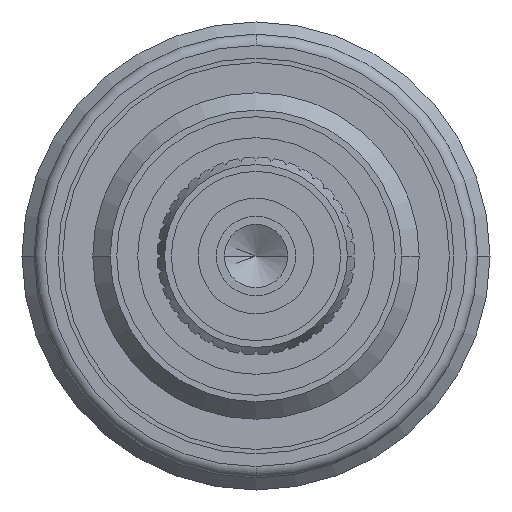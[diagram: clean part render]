
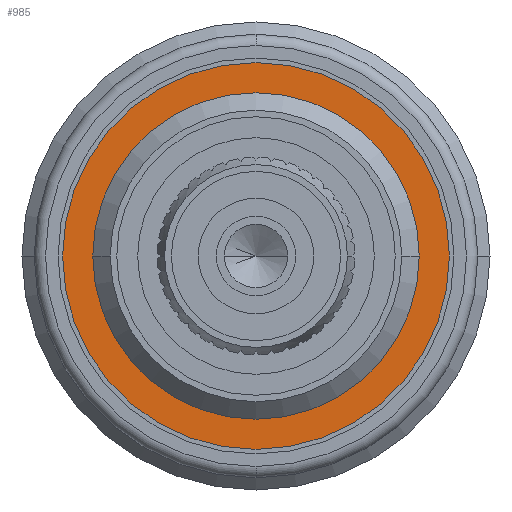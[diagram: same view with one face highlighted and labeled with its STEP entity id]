
A CAD part, left-side view. The second image highlights one B-rep face of the part: STEP entity #985.
In plain terms, the highlighted planar face has unit normal (-1, 0, 0).
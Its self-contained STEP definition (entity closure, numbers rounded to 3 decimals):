
#21=CARTESIAN_POINT('',(12.827,0.,0.));
#22=DIRECTION('',(-1.,0.,0.));
#23=DIRECTION('',(0.,1.,0.));
#24=AXIS2_PLACEMENT_3D('',#21,#22,#23);
#26=CARTESIAN_POINT('',(12.827,0.,0.));
#27=DIRECTION('',(1.,0.,0.));
#28=DIRECTION('',(0.,1.,0.));
#29=AXIS2_PLACEMENT_3D('',#26,#27,#28);
#31=CARTESIAN_POINT('',(12.827,0.,0.));
#32=DIRECTION('',(1.,0.,0.));
#33=DIRECTION('',(0.,0.,-1.));
#34=AXIS2_PLACEMENT_3D('',#31,#32,#33);
#36=CARTESIAN_POINT('',(12.827,0.,0.));
#37=DIRECTION('',(1.,0.,0.));
#38=DIRECTION('',(0.,0.,1.));
#39=AXIS2_PLACEMENT_3D('',#36,#37,#38);
#787=CARTESIAN_POINT('',(12.827,7.328,0.));
#788=CARTESIAN_POINT('',(12.827,-7.328,0.));
#789=VERTEX_POINT('',#787);
#790=VERTEX_POINT('',#788);
#791=CARTESIAN_POINT('',(12.827,0.,8.68));
#792=CARTESIAN_POINT('',(12.827,0.,-8.68));
#793=VERTEX_POINT('',#791);
#794=VERTEX_POINT('',#792);
#969=CARTESIAN_POINT('',(12.827,0.,0.));
#970=DIRECTION('',(-1.,0.,0.));
#971=DIRECTION('',(0.,1.,0.));
#972=AXIS2_PLACEMENT_3D('',#969,#970,#971);
#973=PLANE('',#972);
#975=ORIENTED_EDGE('',*,*,#974,.T.);
#977=ORIENTED_EDGE('',*,*,#976,.T.);
#978=EDGE_LOOP('',(#975,#977));
#979=FACE_OUTER_BOUND('',#978,.F.);
#980=ORIENTED_EDGE('',*,*,#962,.T.);
#982=ORIENTED_EDGE('',*,*,#981,.F.);
#983=EDGE_LOOP('',(#980,#982));
#984=FACE_BOUND('',#983,.F.);
#25=CIRCLE('',#24,7.328);
#30=CIRCLE('',#29,7.328);
#35=CIRCLE('',#34,8.68);
#40=CIRCLE('',#39,8.68);
#962=EDGE_CURVE('',#789,#790,#25,.T.);
#974=EDGE_CURVE('',#794,#793,#35,.T.);
#976=EDGE_CURVE('',#793,#794,#40,.T.);
#981=EDGE_CURVE('',#789,#790,#30,.T.);
#985=ADVANCED_FACE('',(#979,#984),#973,.T.);
